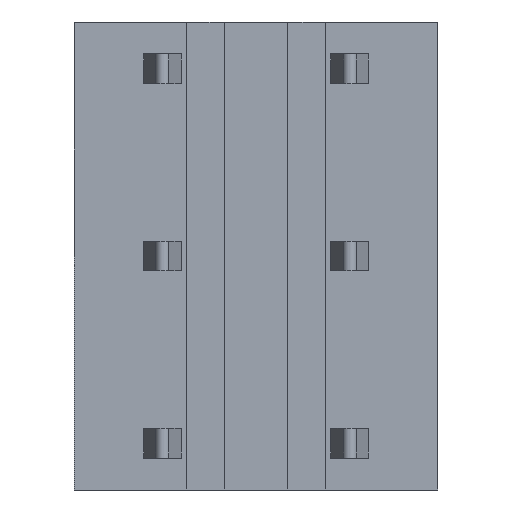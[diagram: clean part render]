
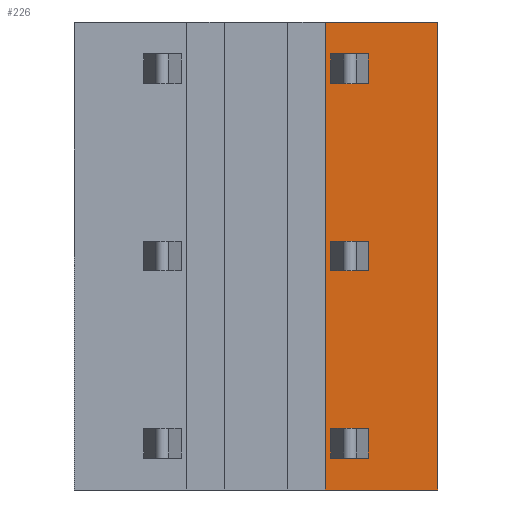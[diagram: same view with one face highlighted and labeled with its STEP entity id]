
A CAD part, front view. The second image highlights one B-rep face of the part: STEP entity #226.
In plain terms, the highlighted planar face has unit normal (0, -1, 0).
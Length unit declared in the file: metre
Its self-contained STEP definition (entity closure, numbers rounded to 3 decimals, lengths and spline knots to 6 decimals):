
#226=ADVANCED_FACE('',(#529,#530,#531,#532),#533,.T.);
#529=FACE_OUTER_BOUND('',#912,.T.);
#530=FACE_BOUND('',#913,.T.);
#531=FACE_BOUND('',#914,.T.);
#532=FACE_BOUND('',#915,.T.);
#533=PLANE('',#916);
#912=EDGE_LOOP('',(#1552,#1553,#1554,#1555));
#913=EDGE_LOOP('',(#1556,#1557,#1558,#1559));
#914=EDGE_LOOP('',(#1560,#1561,#1562,#1563));
#915=EDGE_LOOP('',(#1564,#1565,#1566,#1567));
#916=AXIS2_PLACEMENT_3D('',#1568,#1569,#1570);
#1552=ORIENTED_EDGE('',*,*,#2450,.F.);
#1553=ORIENTED_EDGE('',*,*,#2332,.T.);
#1554=ORIENTED_EDGE('',*,*,#2254,.F.);
#1555=ORIENTED_EDGE('',*,*,#2451,.T.);
#1556=ORIENTED_EDGE('',*,*,#2446,.T.);
#1557=ORIENTED_EDGE('',*,*,#2452,.T.);
#1558=ORIENTED_EDGE('',*,*,#2453,.T.);
#1559=ORIENTED_EDGE('',*,*,#2417,.T.);
#1560=ORIENTED_EDGE('',*,*,#2454,.T.);
#1561=ORIENTED_EDGE('',*,*,#2377,.T.);
#1562=ORIENTED_EDGE('',*,*,#2455,.F.);
#1563=ORIENTED_EDGE('',*,*,#2456,.T.);
#1564=ORIENTED_EDGE('',*,*,#2457,.T.);
#1565=ORIENTED_EDGE('',*,*,#2458,.T.);
#1566=ORIENTED_EDGE('',*,*,#2305,.F.);
#1567=ORIENTED_EDGE('',*,*,#2459,.T.);
#1568=CARTESIAN_POINT('',(0.0089,0.,-0.00831));
#1569=DIRECTION('',(0.,-1.0,0.));
#1570=DIRECTION('',(-1.0,0.,0.0));
#2254=EDGE_CURVE('',#2687,#2688,#2689,.T.);
#2305=EDGE_CURVE('',#2775,#2777,#2778,.T.);
#2332=EDGE_CURVE('',#2822,#2688,#2823,.T.);
#2377=EDGE_CURVE('',#2892,#2897,#2899,.T.);
#2417=EDGE_CURVE('',#2958,#2959,#2960,.T.);
#2446=EDGE_CURVE('',#2959,#3004,#3006,.T.);
#2450=EDGE_CURVE('',#2822,#3010,#3011,.T.);
#2451=EDGE_CURVE('',#2687,#3010,#3012,.T.);
#2452=EDGE_CURVE('',#3004,#3013,#3014,.T.);
#2453=EDGE_CURVE('',#3013,#2958,#3015,.T.);
#2454=EDGE_CURVE('',#3016,#2892,#3017,.T.);
#2455=EDGE_CURVE('',#3018,#2897,#3019,.T.);
#2456=EDGE_CURVE('',#3018,#3016,#3020,.T.);
#2457=EDGE_CURVE('',#3021,#3022,#3023,.T.);
#2458=EDGE_CURVE('',#3022,#2777,#3024,.T.);
#2459=EDGE_CURVE('',#2775,#3021,#3025,.T.);
#2687=VERTEX_POINT('',#3339);
#2688=VERTEX_POINT('',#3340);
#2689=LINE('',#3341,#3342);
#2775=VERTEX_POINT('',#3466);
#2777=VERTEX_POINT('',#3469);
#2778=LINE('',#3470,#3471);
#2822=VERTEX_POINT('',#3533);
#2823=LINE('',#3534,#3535);
#2892=VERTEX_POINT('',#3632);
#2897=VERTEX_POINT('',#3639);
#2899=LINE('',#3642,#3643);
#2958=VERTEX_POINT('',#3727);
#2959=VERTEX_POINT('',#3728);
#2960=LINE('',#3729,#3730);
#3004=VERTEX_POINT('',#3790);
#3006=LINE('',#3793,#3794);
#3010=VERTEX_POINT('',#3799);
#3011=LINE('',#3800,#3801);
#3012=LINE('',#3802,#3803);
#3013=VERTEX_POINT('',#3804);
#3014=LINE('',#3805,#3806);
#3015=LINE('',#3807,#3808);
#3016=VERTEX_POINT('',#3809);
#3017=LINE('',#3810,#3811);
#3018=VERTEX_POINT('',#3812);
#3019=LINE('',#3813,#3814);
#3020=LINE('',#3815,#3816);
#3021=VERTEX_POINT('',#3817);
#3022=VERTEX_POINT('',#3818);
#3023=LINE('',#3819,#3820);
#3024=LINE('',#3821,#3822);
#3025=LINE('',#3823,#3824);
#3339=CARTESIAN_POINT('',(0.0097,0.,0.0));
#3340=CARTESIAN_POINT('',(0.0097,0.,-0.0125));
#3341=CARTESIAN_POINT('',(0.0097,0.,0.00831));
#3342=VECTOR('',#4173,1.0);
#3466=CARTESIAN_POINT('',(0.00685,0.,-0.01165));
#3469=CARTESIAN_POINT('',(0.00785,0.,-0.01165));
#3470=CARTESIAN_POINT('',(0.00485,0.,-0.01165));
#3471=VECTOR('',#4222,1.0);
#3533=CARTESIAN_POINT('',(0.0067,0.,-0.0125));
#3534=CARTESIAN_POINT('',(0.0008,0.,-0.0125));
#3535=VECTOR('',#4247,1.0);
#3632=CARTESIAN_POINT('',(0.00785,0.,-0.00085));
#3639=CARTESIAN_POINT('',(0.00785,0.,-0.00165));
#3642=CARTESIAN_POINT('',(0.00785,0.,-0.01831));
#3643=VECTOR('',#4297,1.0);
#3727=CARTESIAN_POINT('',(0.00685,0.,-0.00585));
#3728=CARTESIAN_POINT('',(0.00785,0.,-0.00585));
#3729=CARTESIAN_POINT('',(0.00485,0.,-0.00585));
#3730=VECTOR('',#4338,1.0);
#3790=CARTESIAN_POINT('',(0.00785,0.,-0.00665));
#3793=CARTESIAN_POINT('',(0.00785,0.,-0.01831));
#3794=VECTOR('',#4371,1.0);
#3799=CARTESIAN_POINT('',(0.0067,0.,0.));
#3800=CARTESIAN_POINT('',(0.0067,0.,-0.0125));
#3801=VECTOR('',#4373,1.0);
#3802=CARTESIAN_POINT('',(0.0089,0.,0.0));
#3803=VECTOR('',#4374,1.0);
#3804=CARTESIAN_POINT('',(0.00685,0.,-0.00665));
#3805=CARTESIAN_POINT('',(0.0089,0.,-0.00665));
#3806=VECTOR('',#4375,1.0);
#3807=CARTESIAN_POINT('',(0.00685,0.,-0.006651));
#3808=VECTOR('',#4376,1.0);
#3809=CARTESIAN_POINT('',(0.00685,0.,-0.00085));
#3810=CARTESIAN_POINT('',(0.00485,0.,-0.00085));
#3811=VECTOR('',#4377,1.0);
#3812=CARTESIAN_POINT('',(0.00685,0.,-0.00165));
#3813=CARTESIAN_POINT('',(0.00485,0.,-0.00165));
#3814=VECTOR('',#4378,1.0);
#3815=CARTESIAN_POINT('',(0.00685,0.,-0.001651));
#3816=VECTOR('',#4379,1.0);
#3817=CARTESIAN_POINT('',(0.00685,0.,-0.01085));
#3818=CARTESIAN_POINT('',(0.00785,0.,-0.01085));
#3819=CARTESIAN_POINT('',(0.00485,0.,-0.01085));
#3820=VECTOR('',#4380,1.0);
#3821=CARTESIAN_POINT('',(0.00785,0.,-0.00831));
#3822=VECTOR('',#4381,1.0);
#3823=CARTESIAN_POINT('',(0.00685,0.,-0.011651));
#3824=VECTOR('',#4382,1.0);
#4173=DIRECTION('',(0.,0.,-1.0));
#4222=DIRECTION('',(1.0,0.,0.));
#4247=DIRECTION('',(1.0,0.,0.));
#4297=DIRECTION('',(0.,0.,-1.0));
#4338=DIRECTION('',(1.0,0.,0.));
#4371=DIRECTION('',(0.,0.,-1.0));
#4373=DIRECTION('',(0.,0.,1.0));
#4374=DIRECTION('',(-1.0,0.,0.));
#4375=DIRECTION('',(-1.0,0.,0.));
#4376=DIRECTION('',(0.,0.,1.0));
#4377=DIRECTION('',(1.0,0.,0.));
#4378=DIRECTION('',(1.0,0.,0.));
#4379=DIRECTION('',(0.,0.,1.0));
#4380=DIRECTION('',(1.0,0.,0.));
#4381=DIRECTION('',(0.,0.,-1.0));
#4382=DIRECTION('',(0.,0.,1.0));
